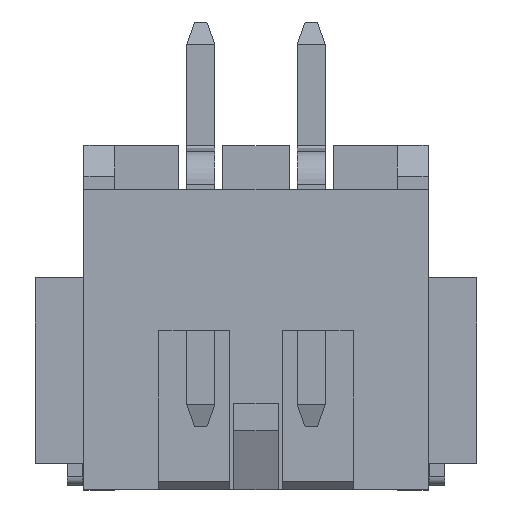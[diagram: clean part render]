
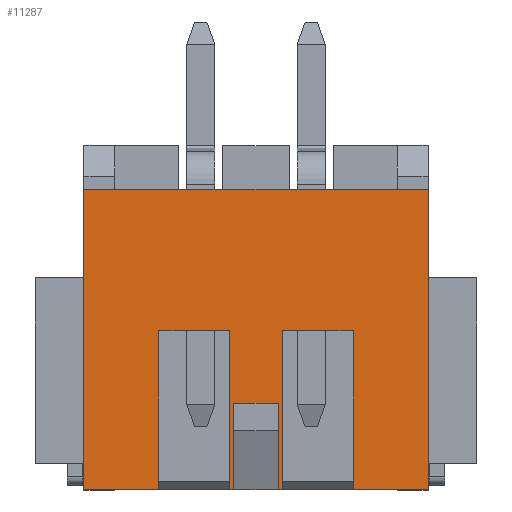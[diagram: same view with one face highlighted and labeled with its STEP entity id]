
A CAD part, top view. The second image highlights one B-rep face of the part: STEP entity #11287.
In plain terms, the highlighted planar face has unit normal (0, 0, 1).
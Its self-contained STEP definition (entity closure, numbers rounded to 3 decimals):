
#58 = CARTESIAN_POINT ( 'NONE',  ( 0.5, -3.477, 6.02 ) ) ;
#187 = EDGE_CURVE ( 'NONE', #7465, #7839, #8254, .T. ) ;
#429 = ORIENTED_EDGE ( 'NONE', *, *, #7858, .F. ) ;
#531 = VECTOR ( 'NONE', #12070, 1000. ) ;
#628 = PLANE ( 'NONE',  #8551 ) ;
#744 = LINE ( 'NONE', #8751, #3230 ) ;
#779 = EDGE_CURVE ( 'NONE', #8050, #7807, #1908, .T. ) ;
#830 = CARTESIAN_POINT ( 'NONE',  ( 0.6, -1.58, 6.02 ) ) ;
#1066 = VECTOR ( 'NONE', #11379, 1000. ) ;
#1350 = DIRECTION ( 'NONE',  ( 0., -1., 0. ) ) ;
#1439 = DIRECTION ( 'NONE',  ( -1., 0., 0. ) ) ;
#1642 = ORIENTED_EDGE ( 'NONE', *, *, #187, .T. ) ;
#1654 = VERTEX_POINT ( 'NONE', #4447 ) ;
#1663 = CARTESIAN_POINT ( 'NONE',  ( -5., -5.18, 6.02 ) ) ;
#1785 = VECTOR ( 'NONE', #2572, 1000. ) ;
#1908 = LINE ( 'NONE', #12002, #4882 ) ;
#2005 = ORIENTED_EDGE ( 'NONE', *, *, #4395, .T. ) ;
#2011 = EDGE_LOOP ( 'NONE', ( #11980, #2005, #5507, #4019, #8702, #12240, #7372, #8740, #429, #9671, #11682, #1642, #6755, #5080, #4099, #10408 ) ) ;
#2446 = CARTESIAN_POINT ( 'NONE',  ( -0.6, -5.18, 6.02 ) ) ;
#2572 = DIRECTION ( 'NONE',  ( 0., 1., 0. ) ) ;
#2735 = VERTEX_POINT ( 'NONE', #11974 ) ;
#3050 = DIRECTION ( 'NONE',  ( -1., 0., 0. ) ) ;
#3071 = VECTOR ( 'NONE', #1350, 1000. ) ;
#3170 = VERTEX_POINT ( 'NONE', #7377 ) ;
#3230 = VECTOR ( 'NONE', #6798, 1000. ) ;
#3239 = VECTOR ( 'NONE', #3050, 1000. ) ;
#3456 = VERTEX_POINT ( 'NONE', #6710 ) ;
#3578 = CARTESIAN_POINT ( 'NONE',  ( -0.6, -1.58, 6.02 ) ) ;
#3610 = DIRECTION ( 'NONE',  ( -1., 0., 0. ) ) ;
#3627 = DIRECTION ( 'NONE',  ( 0., 0., -1. ) ) ;
#4019 = ORIENTED_EDGE ( 'NONE', *, *, #4114, .F. ) ;
#4077 = LINE ( 'NONE', #6029, #6536 ) ;
#4099 = ORIENTED_EDGE ( 'NONE', *, *, #6447, .F. ) ;
#4114 = EDGE_CURVE ( 'NONE', #1654, #3456, #10338, .T. ) ;
#4120 = CARTESIAN_POINT ( 'NONE',  ( 0.6, -5.18, 6.02 ) ) ;
#4395 = EDGE_CURVE ( 'NONE', #6045, #3170, #4077, .T. ) ;
#4397 = VERTEX_POINT ( 'NONE', #6092 ) ;
#4447 = CARTESIAN_POINT ( 'NONE',  ( 0.5, -5.18, 6.02 ) ) ;
#4475 = VECTOR ( 'NONE', #7463, 1000. ) ;
#4557 = EDGE_CURVE ( 'NONE', #6185, #7839, #10446, .T. ) ;
#4661 = CARTESIAN_POINT ( 'NONE',  ( 0.6, -1.58, 6.02 ) ) ;
#4664 = DIRECTION ( 'NONE',  ( 0., 1., 0. ) ) ;
#4709 = EDGE_CURVE ( 'NONE', #4397, #6185, #744, .T. ) ;
#4777 = EDGE_CURVE ( 'NONE', #6984, #5041, #8100, .T. ) ;
#4794 = EDGE_CURVE ( 'NONE', #5041, #1654, #7056, .T. ) ;
#4882 = VECTOR ( 'NONE', #10826, 1000. ) ;
#4918 = VECTOR ( 'NONE', #1439, 1000. ) ;
#5041 = VERTEX_POINT ( 'NONE', #10806 ) ;
#5060 = CARTESIAN_POINT ( 'NONE',  ( 3.9, -5.18, 6.02 ) ) ;
#5080 = ORIENTED_EDGE ( 'NONE', *, *, #4709, .F. ) ;
#5259 = VERTEX_POINT ( 'NONE', #9616 ) ;
#5326 = CARTESIAN_POINT ( 'NONE',  ( -5., -5.18, 6.02 ) ) ;
#5387 = CARTESIAN_POINT ( 'NONE',  ( -5., -5.18, 6.02 ) ) ;
#5507 = ORIENTED_EDGE ( 'NONE', *, *, #8039, .F. ) ;
#5516 = FACE_OUTER_BOUND ( 'NONE', #2011, .T. ) ;
#5738 = EDGE_CURVE ( 'NONE', #5259, #11258, #11557, .T. ) ;
#6029 = CARTESIAN_POINT ( 'NONE',  ( -0.5, -3.477, 6.02 ) ) ;
#6045 = VERTEX_POINT ( 'NONE', #8350 ) ;
#6092 = CARTESIAN_POINT ( 'NONE',  ( -2.2, -1.58, 6.02 ) ) ;
#6138 = VECTOR ( 'NONE', #6756, 1000. ) ;
#6185 = VERTEX_POINT ( 'NONE', #12783 ) ;
#6447 = EDGE_CURVE ( 'NONE', #11258, #4397, #6512, .T. ) ;
#6512 = LINE ( 'NONE', #3578, #4918 ) ;
#6536 = VECTOR ( 'NONE', #12084, 1000. ) ;
#6710 = CARTESIAN_POINT ( 'NONE',  ( 0.5, -3.477, 6.02 ) ) ;
#6749 = VECTOR ( 'NONE', #3610, 1000. ) ;
#6755 = ORIENTED_EDGE ( 'NONE', *, *, #4557, .F. ) ;
#6756 = DIRECTION ( 'NONE',  ( -1., 0., 0. ) ) ;
#6778 = VECTOR ( 'NONE', #8637, 1000. ) ;
#6798 = DIRECTION ( 'NONE',  ( 0., -1., 0. ) ) ;
#6830 = EDGE_CURVE ( 'NONE', #2735, #7544, #12475, .T. ) ;
#6888 = LINE ( 'NONE', #58, #3239 ) ;
#6984 = VERTEX_POINT ( 'NONE', #830 ) ;
#7056 = LINE ( 'NONE', #11025, #531 ) ;
#7120 = DIRECTION ( 'NONE',  ( 0., -1., 0. ) ) ;
#7372 = ORIENTED_EDGE ( 'NONE', *, *, #8335, .F. ) ;
#7377 = CARTESIAN_POINT ( 'NONE',  ( -0.5, -3.477, 6.02 ) ) ;
#7463 = DIRECTION ( 'NONE',  ( 0., 1., 0. ) ) ;
#7465 = VERTEX_POINT ( 'NONE', #9526 ) ;
#7544 = VERTEX_POINT ( 'NONE', #12401 ) ;
#7591 = DIRECTION ( 'NONE',  ( 1., 0., 0. ) ) ;
#7806 = VECTOR ( 'NONE', #4664, 1000. ) ;
#7807 = VERTEX_POINT ( 'NONE', #10348 ) ;
#7839 = VERTEX_POINT ( 'NONE', #11390 ) ;
#7858 = EDGE_CURVE ( 'NONE', #8050, #2735, #11198, .T. ) ;
#8039 = EDGE_CURVE ( 'NONE', #3456, #3170, #6888, .T. ) ;
#8050 = VERTEX_POINT ( 'NONE', #5060 ) ;
#8100 = LINE ( 'NONE', #4120, #11752 ) ;
#8254 = LINE ( 'NONE', #8441, #3071 ) ;
#8335 = EDGE_CURVE ( 'NONE', #7544, #6984, #10591, .T. ) ;
#8350 = CARTESIAN_POINT ( 'NONE',  ( -0.5, -5.18, 6.02 ) ) ;
#8365 = VECTOR ( 'NONE', #7591, 1000. ) ;
#8441 = CARTESIAN_POINT ( 'NONE',  ( -3.9, 1.92, 6.02 ) ) ;
#8551 = AXIS2_PLACEMENT_3D ( 'NONE', #5387, #3627, #10463 ) ;
#8637 = DIRECTION ( 'NONE',  ( -1., 0., 0. ) ) ;
#8702 = ORIENTED_EDGE ( 'NONE', *, *, #4794, .F. ) ;
#8740 = ORIENTED_EDGE ( 'NONE', *, *, #6830, .F. ) ;
#8751 = CARTESIAN_POINT ( 'NONE',  ( -2.2, -5.18, 6.02 ) ) ;
#9404 = CARTESIAN_POINT ( 'NONE',  ( -3.9, 1.62, 6.02 ) ) ;
#9526 = CARTESIAN_POINT ( 'NONE',  ( -3.9, 1.62, 6.02 ) ) ;
#9616 = CARTESIAN_POINT ( 'NONE',  ( -0.6, -5.18, 6.02 ) ) ;
#9671 = ORIENTED_EDGE ( 'NONE', *, *, #779, .T. ) ;
#10154 = CARTESIAN_POINT ( 'NONE',  ( -5., -5.18, 6.02 ) ) ;
#10203 = CARTESIAN_POINT ( 'NONE',  ( -0.6, -1.58, 6.02 ) ) ;
#10338 = LINE ( 'NONE', #10464, #7806 ) ;
#10348 = CARTESIAN_POINT ( 'NONE',  ( 3.9, 1.62, 6.02 ) ) ;
#10408 = ORIENTED_EDGE ( 'NONE', *, *, #5738, .F. ) ;
#10446 = LINE ( 'NONE', #1663, #6749 ) ;
#10463 = DIRECTION ( 'NONE',  ( -1., 0., 0. ) ) ;
#10464 = CARTESIAN_POINT ( 'NONE',  ( 0.5, -3.477, 6.02 ) ) ;
#10591 = LINE ( 'NONE', #4661, #6778 ) ;
#10806 = CARTESIAN_POINT ( 'NONE',  ( 0.6, -5.18, 6.02 ) ) ;
#10826 = DIRECTION ( 'NONE',  ( 0., 1., 0. ) ) ;
#11025 = CARTESIAN_POINT ( 'NONE',  ( -5., -5.18, 6.02 ) ) ;
#11198 = LINE ( 'NONE', #10154, #6138 ) ;
#11258 = VERTEX_POINT ( 'NONE', #10203 ) ;
#11287 = ADVANCED_FACE ( 'NONE', ( #5516 ), #628, .F. ) ;
#11312 = EDGE_CURVE ( 'NONE', #6045, #5259, #12423, .T. ) ;
#11379 = DIRECTION ( 'NONE',  ( -1., 0., 0. ) ) ;
#11390 = CARTESIAN_POINT ( 'NONE',  ( -3.9, -5.18, 6.02 ) ) ;
#11555 = LINE ( 'NONE', #9404, #8365 ) ;
#11557 = LINE ( 'NONE', #2446, #1785 ) ;
#11682 = ORIENTED_EDGE ( 'NONE', *, *, #12799, .F. ) ;
#11752 = VECTOR ( 'NONE', #7120, 1000. ) ;
#11974 = CARTESIAN_POINT ( 'NONE',  ( 2.2, -5.18, 6.02 ) ) ;
#11980 = ORIENTED_EDGE ( 'NONE', *, *, #11312, .F. ) ;
#12002 = CARTESIAN_POINT ( 'NONE',  ( 3.9, 1.92, 6.02 ) ) ;
#12070 = DIRECTION ( 'NONE',  ( -1., 0., 0. ) ) ;
#12084 = DIRECTION ( 'NONE',  ( 0., 1., 0. ) ) ;
#12240 = ORIENTED_EDGE ( 'NONE', *, *, #4777, .F. ) ;
#12401 = CARTESIAN_POINT ( 'NONE',  ( 2.2, -1.58, 6.02 ) ) ;
#12413 = CARTESIAN_POINT ( 'NONE',  ( 2.2, -5.18, 6.02 ) ) ;
#12423 = LINE ( 'NONE', #5326, #1066 ) ;
#12475 = LINE ( 'NONE', #12413, #4475 ) ;
#12783 = CARTESIAN_POINT ( 'NONE',  ( -2.2, -5.18, 6.02 ) ) ;
#12799 = EDGE_CURVE ( 'NONE', #7465, #7807, #11555, .T. ) ;
